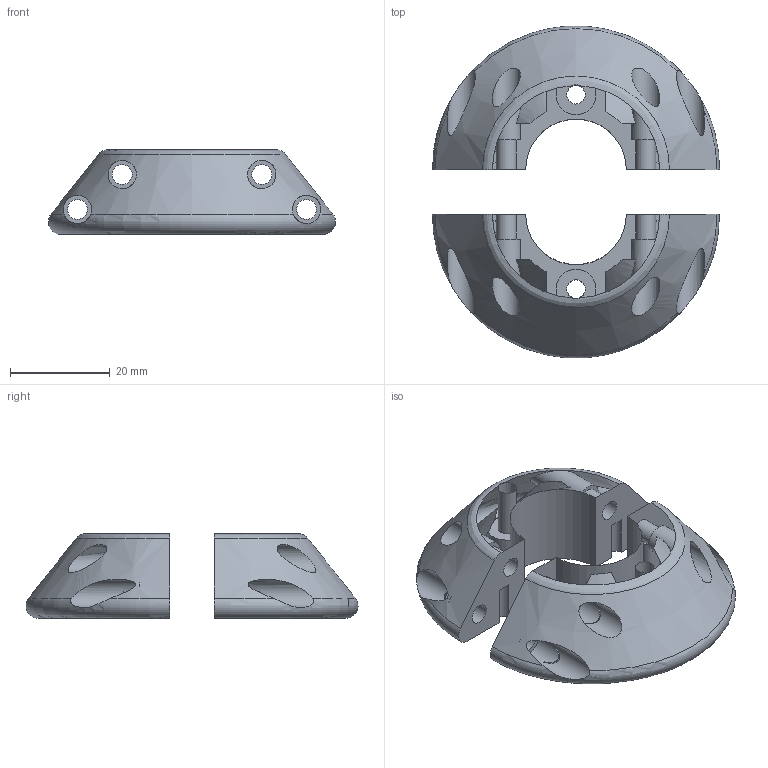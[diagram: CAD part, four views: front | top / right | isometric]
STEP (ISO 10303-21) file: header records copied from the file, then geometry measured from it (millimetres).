
FILE_DESCRIPTION(/* description */ (''),/* implementation_level */ '2;1');
FILE_NAME(/* name */ 'vive-connector.step',/* time_stamp */ '2023-07-30T19:34:13+08:00',/* author */ (''),/* organization */ (''),/* preprocessor_version */ 'ST-DEVELOPER v19.2',/* originating_system */ 'Autodesk Translation Framework v11.17.0.187',/* authorisation */ '');
FILE_SCHEMA (('AUTOMOTIVE_DESIGN { 1 0 10303 214 3 1 1 }'));
Length unit declared in the file: millimetre
Products named in the file (2): vive-connector; top
Assembly tree (1 placements, depth 2):
  vive-connector
    top
Bounding box: 57.64 x 66.64 x 17 mm (x, y, z)
Volume: 22613.9 mm3; surface area: 13238.8 mm2
Topology: 2 solids, 2 shells, 132 faces, 366 edges, 240 vertices
Faces by surface type: plane 62, cylinder 56, bspline 8, torus 4, cone 2
Full cylindrical faces by diameter (mm): 2.7 x16, 3.7 x2, 4 x8, 5.7 x8, 8 x2
Entity records: 6142 total; most frequent: CARTESIAN_POINT 2719, ORIENTED_EDGE 732, DIRECTION 642, EDGE_CURVE 366, AXIS2_PLACEMENT_3D 269, VERTEX_POINT 240, EDGE_LOOP 194, CIRCLE 142
